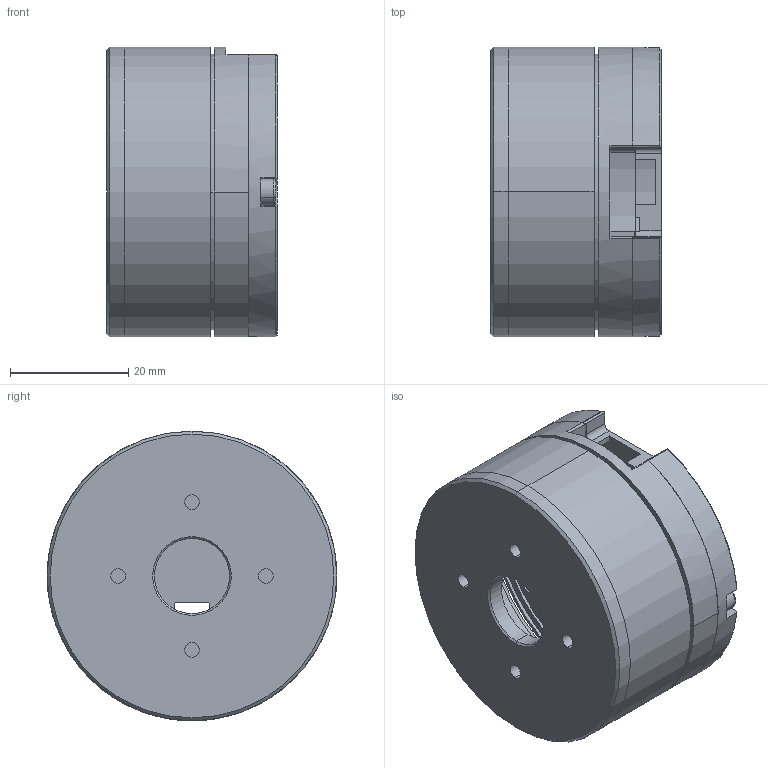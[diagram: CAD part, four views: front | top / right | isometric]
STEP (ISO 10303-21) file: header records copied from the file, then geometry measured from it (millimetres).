
FILE_DESCRIPTION (( 'STEP AP214' ), '1' );
FILE_NAME ('RMD-S-5010.STEP', '2020-02-20T14:30:12', ( '' ), ( '' ), 'SwSTEP 2.0', 'SolidWorks 2012', '' );
FILE_SCHEMA (( 'AUTOMOTIVE_DESIGN' ));
Length unit declared in the file: millimetre
Products named in the file (1): RMD-S-5010
Bounding box: 28.9 x 49 x 49 mm (x, y, z)
Volume: 13085.8 mm3; surface area: 20451.3 mm2
Topology: 8 solids, 8 shells, 367 faces, 972 edges, 624 vertices
Faces by surface type: cylinder 166, plane 127, cone 56, torus 10, bspline 6, sphere 2
Entity records: 16476 total; most frequent: CARTESIAN_POINT 3160, DIRECTION 1954, ORIENTED_EDGE 1908, EDGE_CURVE 954, AXIS2_PLACEMENT_3D 782, VERTEX_POINT 624, EDGE_LOOP 428, CIRCLE 420
